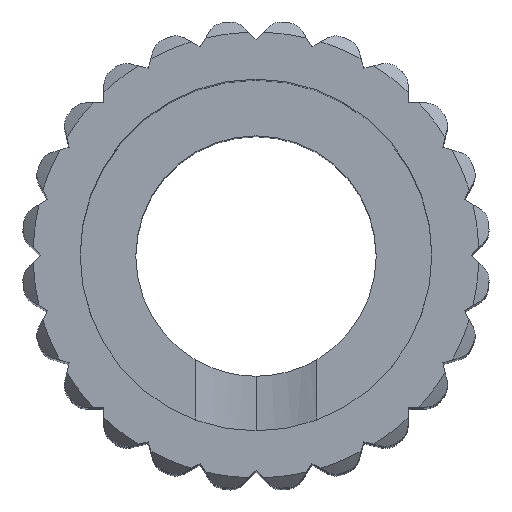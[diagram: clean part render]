
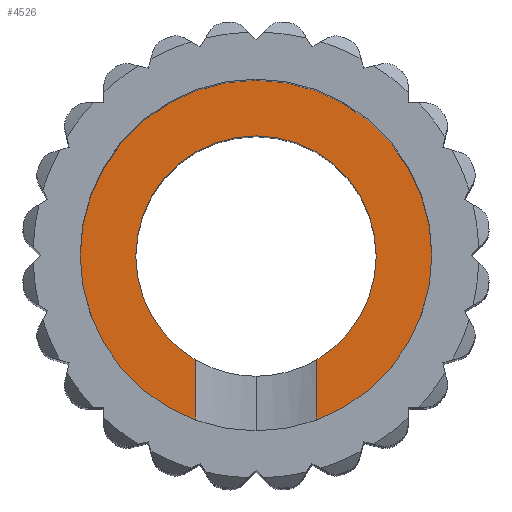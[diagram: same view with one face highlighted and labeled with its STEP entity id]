
A CAD part, top view. The second image highlights one B-rep face of the part: STEP entity #4526.
In plain terms, the highlighted planar face has unit normal (0, 0, 1).
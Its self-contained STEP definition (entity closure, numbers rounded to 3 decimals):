
#95 = CARTESIAN_POINT ( 'NONE',  ( -0.52, -0.884, 4.7 ) ) ;
#156 = CARTESIAN_POINT ( 'NONE',  ( 0., 0., 4.7 ) ) ;
#162 = CARTESIAN_POINT ( 'NONE',  ( 0., 0., 4.7 ) ) ;
#294 = FACE_OUTER_BOUND ( 'NONE', #4054, .T. ) ;
#355 = CARTESIAN_POINT ( 'NONE',  ( -0.52, -1.407, 4.7 ) ) ;
#415 = DIRECTION ( 'NONE',  ( 1., 0., 0. ) ) ;
#1060 = DIRECTION ( 'NONE',  ( 0., 0., -1. ) ) ;
#1097 = DIRECTION ( 'NONE',  ( 1., 0., 0. ) ) ;
#1258 = CIRCLE ( 'NONE', #5640, 1.025 ) ;
#1288 = CARTESIAN_POINT ( 'NONE',  ( 0.52, -0.884, 4.7 ) ) ;
#2068 = DIRECTION ( 'NONE',  ( 0., 0., -1. ) ) ;
#2369 = DIRECTION ( 'NONE',  ( 1., 0., 0. ) ) ;
#2425 = EDGE_CURVE ( 'NONE', #3608, #6921, #7234, .T. ) ;
#2428 = AXIS2_PLACEMENT_3D ( 'NONE', #156, #10002, #1097 ) ;
#2616 = VECTOR ( 'NONE', #8958, 1000. ) ;
#2673 = ORIENTED_EDGE ( 'NONE', *, *, #2425, .T. ) ;
#2910 = DIRECTION ( 'NONE',  ( 1., 0., 0. ) ) ;
#3184 = ORIENTED_EDGE ( 'NONE', *, *, #7445, .T. ) ;
#3263 = ORIENTED_EDGE ( 'NONE', *, *, #11034, .T. ) ;
#3504 = CARTESIAN_POINT ( 'NONE',  ( 0.52, -2., 4.7 ) ) ;
#3538 = CARTESIAN_POINT ( 'NONE',  ( -0.52, -2., 4.7 ) ) ;
#3575 = VERTEX_POINT ( 'NONE', #5597 ) ;
#3608 = VERTEX_POINT ( 'NONE', #6654 ) ;
#3645 = EDGE_CURVE ( 'NONE', #8323, #3575, #4089, .T. ) ;
#3907 = CARTESIAN_POINT ( 'NONE',  ( 0., 0., 4.7 ) ) ;
#3927 = AXIS2_PLACEMENT_3D ( 'NONE', #162, #1060, #7337 ) ;
#4000 = DIRECTION ( 'NONE',  ( 1., 0., 0. ) ) ;
#4054 = EDGE_LOOP ( 'NONE', ( #10049, #7692, #3184, #11518, #10033, #5743, #2673, #3263 ) ) ;
#4089 = CIRCLE ( 'NONE', #9491, 1.5 ) ;
#4100 = CIRCLE ( 'NONE', #2428, 1.025 ) ;
#4179 = AXIS2_PLACEMENT_3D ( 'NONE', #7699, #7590, #4000 ) ;
#4211 = DIRECTION ( 'NONE',  ( 0., 0., 1. ) ) ;
#4302 = CARTESIAN_POINT ( 'NONE',  ( 1.025, 0., 4.7 ) ) ;
#4526 = ADVANCED_FACE ( 'NONE', ( #294 ), #6864, .T. ) ;
#4842 = VERTEX_POINT ( 'NONE', #5450 ) ;
#4857 = DIRECTION ( 'NONE',  ( 0., 0., 1. ) ) ;
#4889 = CARTESIAN_POINT ( 'NONE',  ( 0., 0., 4.7 ) ) ;
#5450 = CARTESIAN_POINT ( 'NONE',  ( -1.5, 0., 4.7 ) ) ;
#5597 = CARTESIAN_POINT ( 'NONE',  ( 1.5, 0., 4.7 ) ) ;
#5638 = DIRECTION ( 'NONE',  ( 1., 0., 0. ) ) ;
#5640 = AXIS2_PLACEMENT_3D ( 'NONE', #8468, #2068, #2910 ) ;
#5743 = ORIENTED_EDGE ( 'NONE', *, *, #8924, .T. ) ;
#5982 = CARTESIAN_POINT ( 'NONE',  ( 0.52, -1.407, 4.7 ) ) ;
#6259 = CIRCLE ( 'NONE', #4179, 1.5 ) ;
#6619 = LINE ( 'NONE', #3538, #8708 ) ;
#6654 = CARTESIAN_POINT ( 'NONE',  ( -1.025, 0., 4.7 ) ) ;
#6864 = PLANE ( 'NONE',  #7077 ) ;
#6921 = VERTEX_POINT ( 'NONE', #4302 ) ;
#7077 = AXIS2_PLACEMENT_3D ( 'NONE', #9499, #4211, #2369 ) ;
#7124 = DIRECTION ( 'NONE',  ( 0., -1., 0. ) ) ;
#7234 = CIRCLE ( 'NONE', #3927, 1.025 ) ;
#7337 = DIRECTION ( 'NONE',  ( 1., 0., 0. ) ) ;
#7430 = LINE ( 'NONE', #3504, #2616 ) ;
#7445 = EDGE_CURVE ( 'NONE', #3575, #4842, #6259, .T. ) ;
#7556 = AXIS2_PLACEMENT_3D ( 'NONE', #4889, #8410, #415 ) ;
#7587 = CIRCLE ( 'NONE', #7556, 1.5 ) ;
#7590 = DIRECTION ( 'NONE',  ( 0., 0., 1. ) ) ;
#7692 = ORIENTED_EDGE ( 'NONE', *, *, #3645, .T. ) ;
#7699 = CARTESIAN_POINT ( 'NONE',  ( 0., 0., 4.7 ) ) ;
#8323 = VERTEX_POINT ( 'NONE', #5982 ) ;
#8410 = DIRECTION ( 'NONE',  ( 0., 0., 1. ) ) ;
#8468 = CARTESIAN_POINT ( 'NONE',  ( 0., 0., 4.7 ) ) ;
#8708 = VECTOR ( 'NONE', #7124, 1000. ) ;
#8924 = EDGE_CURVE ( 'NONE', #10657, #3608, #4100, .T. ) ;
#8958 = DIRECTION ( 'NONE',  ( 0., 1., 0. ) ) ;
#9491 = AXIS2_PLACEMENT_3D ( 'NONE', #3907, #4857, #5638 ) ;
#9499 = CARTESIAN_POINT ( 'NONE',  ( 0., 0., 4.7 ) ) ;
#9614 = EDGE_CURVE ( 'NONE', #4842, #10958, #7587, .T. ) ;
#9972 = EDGE_CURVE ( 'NONE', #10657, #10958, #6619, .T. ) ;
#10002 = DIRECTION ( 'NONE',  ( 0., 0., -1. ) ) ;
#10033 = ORIENTED_EDGE ( 'NONE', *, *, #9972, .F. ) ;
#10049 = ORIENTED_EDGE ( 'NONE', *, *, #11389, .F. ) ;
#10394 = VERTEX_POINT ( 'NONE', #1288 ) ;
#10657 = VERTEX_POINT ( 'NONE', #95 ) ;
#10958 = VERTEX_POINT ( 'NONE', #355 ) ;
#11034 = EDGE_CURVE ( 'NONE', #6921, #10394, #1258, .T. ) ;
#11389 = EDGE_CURVE ( 'NONE', #8323, #10394, #7430, .T. ) ;
#11518 = ORIENTED_EDGE ( 'NONE', *, *, #9614, .T. ) ;
